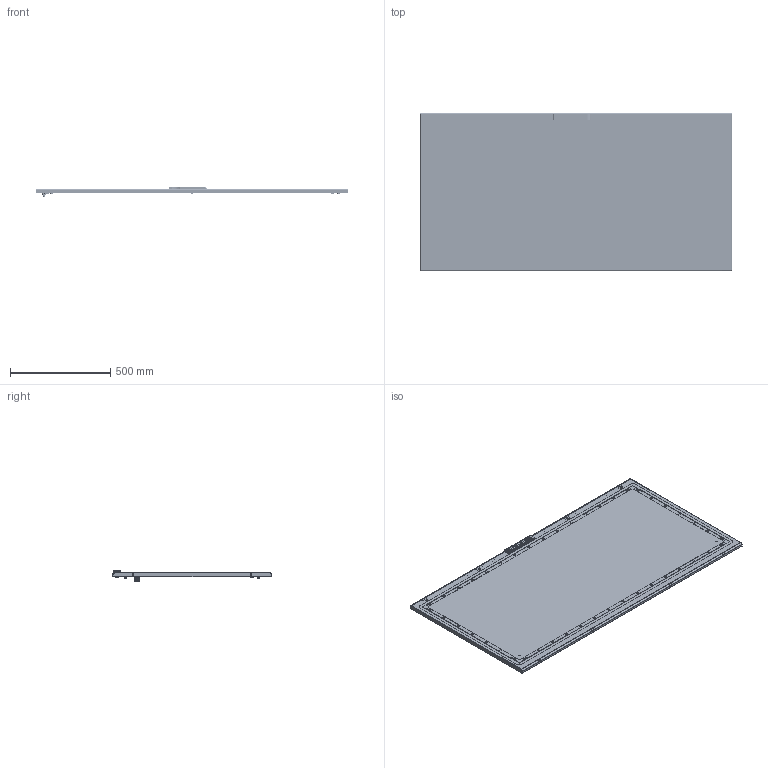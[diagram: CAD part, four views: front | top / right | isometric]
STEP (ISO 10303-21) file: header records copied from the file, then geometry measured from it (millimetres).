
FILE_DESCRIPTION (( 'STEP AP203' ), '1' );
FILE_NAME ('1600x800.step', '2011-02-16T12:15:07', ( 'User' ), ( 'DKC' ), 'SwSTEP 2.0', 'SolidWorks 2010', '' );
FILE_SCHEMA (( 'CONFIG_CONTROL_DESIGN' ));
Products named in the file (33): basetta esterna_AC00C506; Sostegno autoallineante per porta AC00C446; Çåðêàëüíî îòðàçèòüterminator for door.SLDPRT1; 1600x800; inserto chiave per maniglia RAM BLOCK_AC00C389; terminator for door.SLDPRT; AC00C183_Default; ASTINA Inferiore_1600; linguetta_AC00C387; sealant for sviluppo porta quadro_1600x800; distanziale di gomma per RAM BLOCK_Default; end-cap_AC00C061; hinge AC00C170_Default; Hex Flange Bolt M6x10_ISO 4162 - M6 x 12 x 12-S; Tappo_?????; maniglia RAM BLOCK modificated_AC00C505; Ingranaggio per cariglione modificated_AC00C388; Nut M6_Hexagon Nut ISO - 4034 - M6 - S; Sviluppo porta quadro_1600x800; ASTINA Superiore_1600; Montante verticale + Traversa orizzontale interno porta_Montante verticale 1600; boccola AC00C378; AC00C400 Quadro IP55 Guida aste_Default; Çåðêàëüíî îòðàçèòüboccola AC00C378; Montante verticale + Traversa orizzontale interno porta_Traversa orizzontale 800; land; Çåðêàëüíî îòðàçèòüribattino AC00C377; RAMBLOCK montata modificated_Default; Çåðêàëüíî îòðàçèòüterminator for door.SLDPRT; ribattino AC00C377; AC00C184 dado telaio interno porta_Default; Wood screw 4.2x13_Tapping screw DIN 7049-ST4.2x13-F-H-S; Sealing ring
Assembly tree (72 placements, depth 3):
  1600x800
    Nut M6_Hexagon Nut ISO - 4034 - M6 - S  x4
    Tappo_?????  x2
    hinge AC00C170_Default  x4
    Montante verticale + Traversa orizzontale interno porta_Traversa orizzontale 800  x2
    AC00C184 dado telaio interno porta_Default  x6
    ASTINA Superiore_1600
    end-cap_AC00C061  x2
    Çåðêàëüíî îòðàçèòüterminator for door.SLDPRT
      Çåðêàëüíî îòðàçèòüboccola AC00C378
      Çåðêàëüíî îòðàçèòüribattino AC00C377
    land  x12
    linguetta_AC00C387
    AC00C400 Quadro IP55 Guida aste_Default  x4
    distanziale di gomma per RAM BLOCK_Default  x2
    Sostegno autoallineante per porta AC00C446
    Hex Flange Bolt M6x10_ISO 4162 - M6 x 12 x 12-S
    Montante verticale + Traversa orizzontale interno porta_Montante verticale 1600  x2
    AC00C183_Default  x4
    sealant for sviluppo porta quadro_1600x800
    terminator for door.SLDPRT  x2
      boccola AC00C378
      ribattino AC00C377
    Çåðêàëüíî îòðàçèòüterminator for door.SLDPRT1
      Çåðêàëüíî îòðàçèòüboccola AC00C378
      Çåðêàëüíî îòðàçèòüribattino AC00C377
    Sviluppo porta quadro_1600x800
    Wood screw 4.2x13_Tapping screw DIN 7049-ST4.2x13-F-H-S  x5
    ASTINA Inferiore_1600
    RAMBLOCK montata modificated_Default
      basetta esterna_AC00C506
      inserto chiave per maniglia RAM BLOCK_AC00C389
      Ingranaggio per cariglione modificated_AC00C388
      maniglia RAM BLOCK modificated_AC00C505
      Sealing ring
Bounding box: 1555 x 794 x 52.66 mm (x, y, z)
Volume: 3592637.4 mm3; surface area: 3591927.8 mm2
Topology: 81 solids, 81 shells, 8287 faces, 22960 edges, 14946 vertices
Faces by surface type: bspline 3427, cylinder 2166, plane 2147, cone 469, torus 60, sphere 18
Entity records: 86617 total; most frequent: CARTESIAN_POINT 30869, ORIENTED_EDGE 11298, DIRECTION 9843, EDGE_CURVE 5649, VERTEX_POINT 3624, AXIS2_PLACEMENT_3D 3492, LINE 2859, VECTOR 2859
